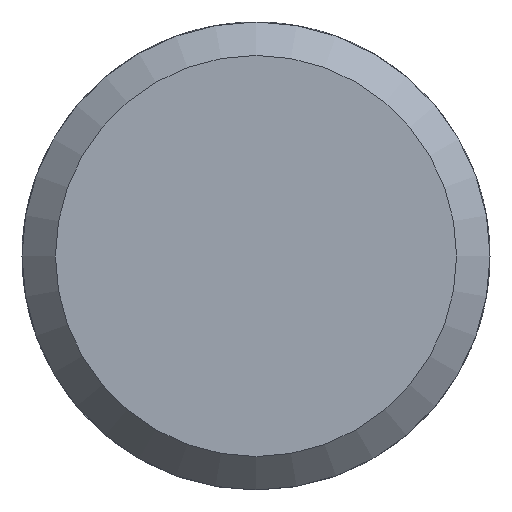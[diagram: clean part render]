
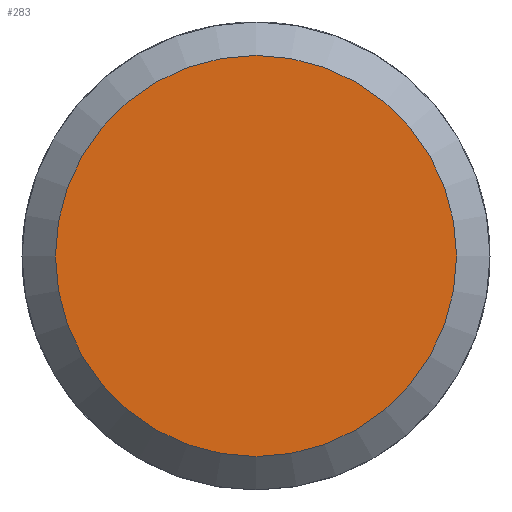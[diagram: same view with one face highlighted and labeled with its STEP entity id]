
A CAD part, left-side view. The second image highlights one B-rep face of the part: STEP entity #283.
In plain terms, the highlighted planar face has unit normal (-1, 0, 0).
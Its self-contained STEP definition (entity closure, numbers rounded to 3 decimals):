
#24=PLANE('',#337);
#41=CIRCLE('',#328,3.);
#61=FACE_OUTER_BOUND('',#78,.T.);
#78=EDGE_LOOP('',(#254));
#138=VERTEX_POINT('',#583);
#172=EDGE_CURVE('',#138,#138,#41,.T.);
#254=ORIENTED_EDGE('',*,*,#172,.T.);
#283=ADVANCED_FACE('',(#61),#24,.T.);
#328=AXIS2_PLACEMENT_3D('',#585,#394,#395);
#337=AXIS2_PLACEMENT_3D('',#625,#417,#418);
#394=DIRECTION('center_axis',(-1.,0.,0.));
#395=DIRECTION('ref_axis',(0.,0.,1.));
#417=DIRECTION('center_axis',(-1.,0.,0.));
#418=DIRECTION('ref_axis',(0.,0.,1.));
#583=CARTESIAN_POINT('',(-33.412,13.041,3.));
#585=CARTESIAN_POINT('Origin',(-33.412,13.041,0.));
#625=CARTESIAN_POINT('Origin',(-33.412,13.041,0.));
